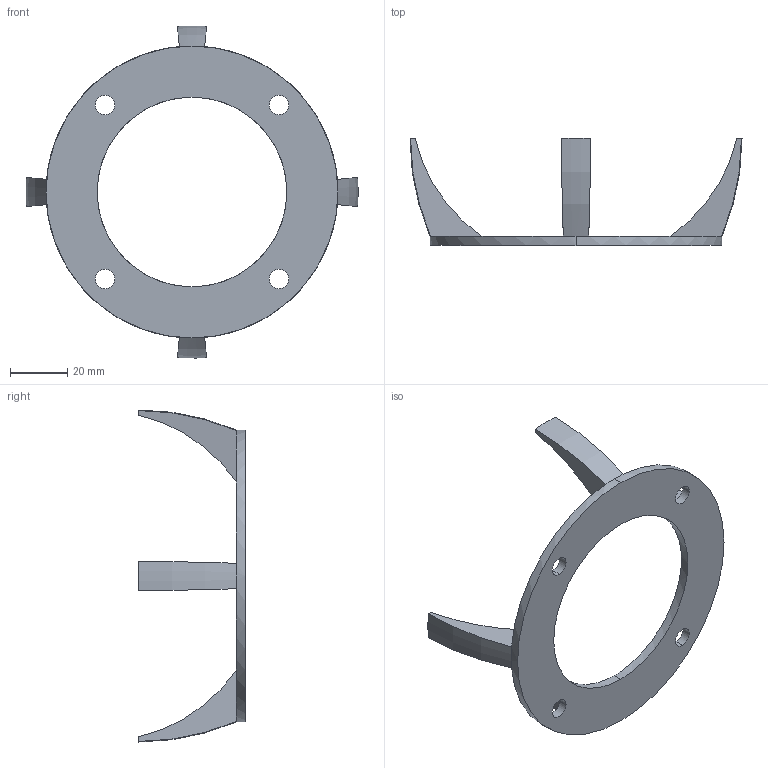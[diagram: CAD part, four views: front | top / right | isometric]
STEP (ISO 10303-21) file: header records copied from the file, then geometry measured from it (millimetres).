
FILE_DESCRIPTION (( 'STEP AP214' ), '1' );
FILE_NAME ('kieth_tank_holder.STEP', '2023-06-30T02:32:48', ( '' ), ( '' ), 'SwSTEP 2.0', 'SolidWorks 2021', '' );
FILE_SCHEMA (( 'AUTOMOTIVE_DESIGN' ));
Length unit declared in the file: inch
Products named in the file (1): kieth_tank_holder
Bounding box: 115.52 x 37.14 x 115.52 mm (x, y, z)
Volume: 23510.8 mm3; surface area: 15407.4 mm2
Topology: 1 solids, 1 shells, 37 faces, 92 edges, 56 vertices
Faces by surface type: plane 17, cylinder 12, torus 4, sphere 4
Entity records: 1182 total; most frequent: DIRECTION 232, CARTESIAN_POINT 186, ORIENTED_EDGE 184, AXIS2_PLACEMENT_3D 102, EDGE_CURVE 92, CIRCLE 64, VERTEX_POINT 56, EDGE_LOOP 46
